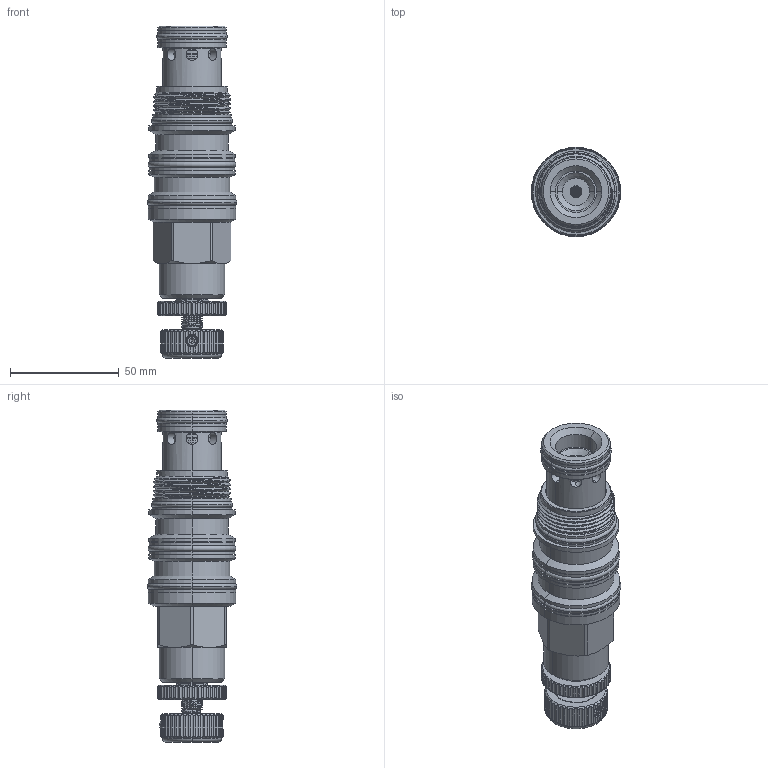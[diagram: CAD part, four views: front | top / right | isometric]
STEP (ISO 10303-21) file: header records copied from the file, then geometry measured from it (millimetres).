
FILE_DESCRIPTION (( 'STEP AP203' ), '1' );
FILE_NAME ('RV23A40-K.STEP', '2020-03-25T00:48:09', ( '' ), ( '' ), 'SwSTEP 2.0', 'SolidWorks 2018', '' );
FILE_SCHEMA (( 'CONFIG_CONTROL_DESIGN' ));
Products named in the file (1): RV23A40-K
Bounding box: 41.18 x 41.18 x 152.88 mm (x, y, z)
Volume: 120615.4 mm3; surface area: 35968.5 mm2
Topology: 14 solids, 14 shells, 1420 faces, 4006 edges, 2534 vertices
Faces by surface type: cylinder 925, plane 232, cone 109, torus 90, bspline 58, sphere 6
Entity records: 100606 total; most frequent: CARTESIAN_POINT 66249, ORIENTED_EDGE 7958, DIRECTION 5874, EDGE_CURVE 3979, VERTEX_POINT 2531, AXIS2_PLACEMENT_3D 2272, EDGE_LOOP 1856, B_SPLINE_CURVE_WITH_KNOTS 1556
